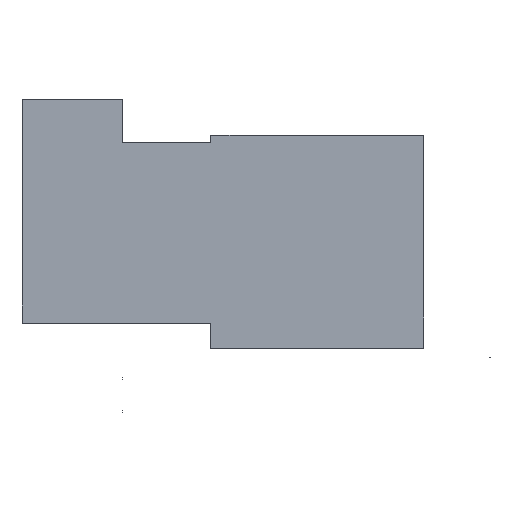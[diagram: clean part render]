
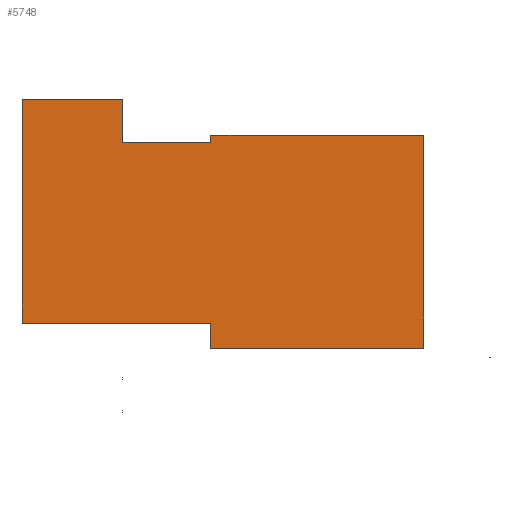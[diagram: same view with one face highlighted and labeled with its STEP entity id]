
A CAD part, left-side view. The second image highlights one B-rep face of the part: STEP entity #5748.
In plain terms, the highlighted planar face has unit normal (-1, 0, 0).
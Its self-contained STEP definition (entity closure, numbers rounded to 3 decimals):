
#65 = DIRECTION ( 'NONE',  ( 0., 0., -1. ) ) ;
#66 = VERTEX_POINT ( 'NONE', #2087 ) ;
#94 = EDGE_CURVE ( 'NONE', #4853, #444, #4248, .T. ) ;
#161 = DIRECTION ( 'NONE',  ( 0., 0., 1. ) ) ;
#189 = ORIENTED_EDGE ( 'NONE', *, *, #1440, .F. ) ;
#192 = CARTESIAN_POINT ( 'NONE',  ( 2.6, 1.7, -4.25 ) ) ;
#225 = LINE ( 'NONE', #2078, #5497 ) ;
#444 = VERTEX_POINT ( 'NONE', #5602 ) ;
#447 = DIRECTION ( 'NONE',  ( 0., 0., 1. ) ) ;
#524 = ORIENTED_EDGE ( 'NONE', *, *, #94, .F. ) ;
#551 = VECTOR ( 'NONE', #161, 1000. ) ;
#687 = LINE ( 'NONE', #5870, #4833 ) ;
#697 = CARTESIAN_POINT ( 'NONE',  ( 2.6, 1.7, 4.25 ) ) ;
#711 = ORIENTED_EDGE ( 'NONE', *, *, #5934, .F. ) ;
#845 = VECTOR ( 'NONE', #3533, 1000. ) ;
#873 = AXIS2_PLACEMENT_3D ( 'NONE', #4155, #970, #5658 ) ;
#880 = VERTEX_POINT ( 'NONE', #1597 ) ;
#970 = DIRECTION ( 'NONE',  ( 1., 0., 0. ) ) ;
#985 = LINE ( 'NONE', #2558, #3330 ) ;
#1016 = CARTESIAN_POINT ( 'NONE',  ( 2.6, 5.25, 3.95 ) ) ;
#1105 = DIRECTION ( 'NONE',  ( 0., 0., -1. ) ) ;
#1148 = EDGE_CURVE ( 'NONE', #4427, #3615, #4380, .T. ) ;
#1235 = VERTEX_POINT ( 'NONE', #2623 ) ;
#1359 = EDGE_CURVE ( 'NONE', #3614, #1760, #4476, .T. ) ;
#1365 = CARTESIAN_POINT ( 'NONE',  ( 2.6, 9.25, -3.25 ) ) ;
#1431 = CARTESIAN_POINT ( 'NONE',  ( 2.6, 5.25, 5.7 ) ) ;
#1440 = EDGE_CURVE ( 'NONE', #1235, #4853, #687, .T. ) ;
#1564 = LINE ( 'NONE', #1016, #2202 ) ;
#1597 = CARTESIAN_POINT ( 'NONE',  ( 2.6, -6.8, -4.25 ) ) ;
#1660 = DIRECTION ( 'NONE',  ( 0., 1., 0. ) ) ;
#1760 = VERTEX_POINT ( 'NONE', #1365 ) ;
#2024 = VECTOR ( 'NONE', #447, 1000. ) ;
#2043 = EDGE_CURVE ( 'NONE', #444, #66, #1564, .T. ) ;
#2078 = CARTESIAN_POINT ( 'NONE',  ( 2.6, -6.8, 4.25 ) ) ;
#2087 = CARTESIAN_POINT ( 'NONE',  ( 2.6, 1.7, 3.95 ) ) ;
#2097 = LINE ( 'NONE', #5906, #3921 ) ;
#2191 = DIRECTION ( 'NONE',  ( 0., 1., 0. ) ) ;
#2200 = CARTESIAN_POINT ( 'NONE',  ( 2.6, 1.7, -3.25 ) ) ;
#2202 = VECTOR ( 'NONE', #2526, 1000. ) ;
#2254 = CARTESIAN_POINT ( 'NONE',  ( 2.6, 9.25, -3.25 ) ) ;
#2287 = ORIENTED_EDGE ( 'NONE', *, *, #6020, .F. ) ;
#2424 = ORIENTED_EDGE ( 'NONE', *, *, #1359, .F. ) ;
#2493 = CARTESIAN_POINT ( 'NONE',  ( 2.6, 1.7, -3.25 ) ) ;
#2526 = DIRECTION ( 'NONE',  ( 0., -1., 0. ) ) ;
#2558 = CARTESIAN_POINT ( 'NONE',  ( 2.6, 1.7, -4.25 ) ) ;
#2623 = CARTESIAN_POINT ( 'NONE',  ( 2.6, 9.25, 5.7 ) ) ;
#2722 = ORIENTED_EDGE ( 'NONE', *, *, #3225, .F. ) ;
#2897 = CARTESIAN_POINT ( 'NONE',  ( 2.6, 1.7, 4.25 ) ) ;
#3018 = CARTESIAN_POINT ( 'NONE',  ( 2.6, 5.25, 5.7 ) ) ;
#3047 = VECTOR ( 'NONE', #65, 1000. ) ;
#3117 = DIRECTION ( 'NONE',  ( 0., 0., 1. ) ) ;
#3225 = EDGE_CURVE ( 'NONE', #66, #4427, #4374, .T. ) ;
#3286 = LINE ( 'NONE', #2254, #2024 ) ;
#3330 = VECTOR ( 'NONE', #3117, 1000. ) ;
#3507 = DIRECTION ( 'NONE',  ( 0., -1., 0. ) ) ;
#3533 = DIRECTION ( 'NONE',  ( 0., -1., 0. ) ) ;
#3614 = VERTEX_POINT ( 'NONE', #2200 ) ;
#3615 = VERTEX_POINT ( 'NONE', #4977 ) ;
#3643 = PLANE ( 'NONE',  #873 ) ;
#3921 = VECTOR ( 'NONE', #2191, 1000. ) ;
#4050 = VECTOR ( 'NONE', #1660, 1000. ) ;
#4096 = FACE_OUTER_BOUND ( 'NONE', #4128, .T. ) ;
#4126 = EDGE_CURVE ( 'NONE', #5356, #3614, #985, .T. ) ;
#4128 = EDGE_LOOP ( 'NONE', ( #5872, #2722, #5762, #524, #189, #2287, #2424, #5646, #711, #6098 ) ) ;
#4155 = CARTESIAN_POINT ( 'NONE',  ( 2.6, -2.55, 0. ) ) ;
#4248 = LINE ( 'NONE', #1431, #3047 ) ;
#4374 = LINE ( 'NONE', #192, #551 ) ;
#4380 = LINE ( 'NONE', #2897, #845 ) ;
#4427 = VERTEX_POINT ( 'NONE', #697 ) ;
#4476 = LINE ( 'NONE', #2493, #4050 ) ;
#4833 = VECTOR ( 'NONE', #3507, 1000. ) ;
#4853 = VERTEX_POINT ( 'NONE', #3018 ) ;
#4883 = EDGE_CURVE ( 'NONE', #3615, #880, #225, .T. ) ;
#4977 = CARTESIAN_POINT ( 'NONE',  ( 2.6, -6.8, 4.25 ) ) ;
#5356 = VERTEX_POINT ( 'NONE', #5586 ) ;
#5497 = VECTOR ( 'NONE', #1105, 1000. ) ;
#5586 = CARTESIAN_POINT ( 'NONE',  ( 2.6, 1.7, -4.25 ) ) ;
#5602 = CARTESIAN_POINT ( 'NONE',  ( 2.6, 5.25, 3.95 ) ) ;
#5646 = ORIENTED_EDGE ( 'NONE', *, *, #4126, .F. ) ;
#5658 = DIRECTION ( 'NONE',  ( 0., 1., 0. ) ) ;
#5748 = ADVANCED_FACE ( 'NONE', ( #4096 ), #3643, .F. ) ;
#5762 = ORIENTED_EDGE ( 'NONE', *, *, #2043, .F. ) ;
#5870 = CARTESIAN_POINT ( 'NONE',  ( 2.6, 9.25, 5.7 ) ) ;
#5872 = ORIENTED_EDGE ( 'NONE', *, *, #1148, .F. ) ;
#5906 = CARTESIAN_POINT ( 'NONE',  ( 2.6, -6.8, -4.25 ) ) ;
#5934 = EDGE_CURVE ( 'NONE', #880, #5356, #2097, .T. ) ;
#6020 = EDGE_CURVE ( 'NONE', #1760, #1235, #3286, .T. ) ;
#6098 = ORIENTED_EDGE ( 'NONE', *, *, #4883, .F. ) ;
